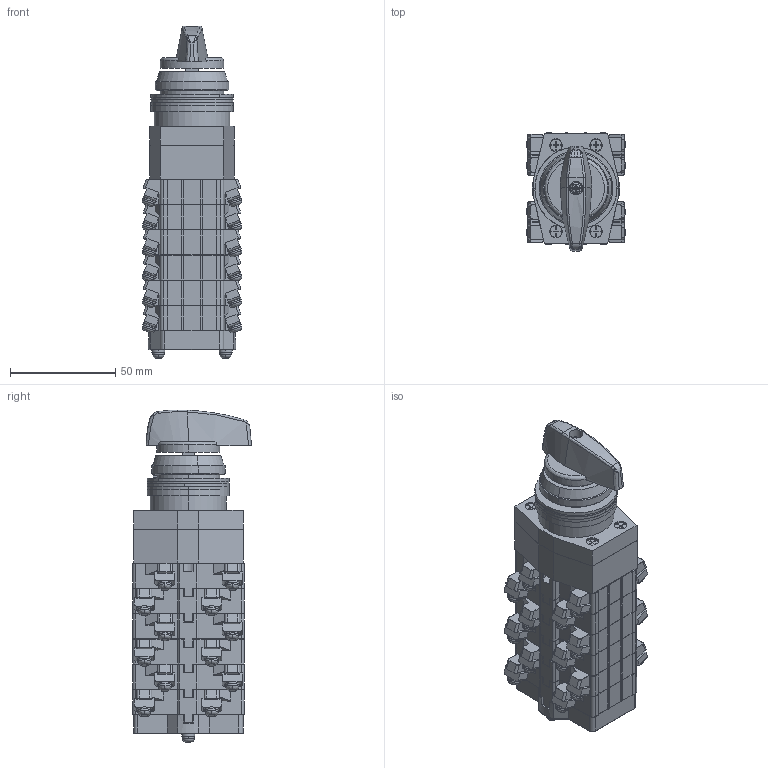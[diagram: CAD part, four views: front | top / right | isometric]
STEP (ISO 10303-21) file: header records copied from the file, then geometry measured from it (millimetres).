
FILE_DESCRIPTION (( 'STEP AP203' ), '1' );
FILE_NAME ('3_ACSNO-6$$-S2B-(C$$$$)_rev0.0.STEP', '2022-05-25T04:05:03', ( '' ), ( '' ), 'SwSTEP 2.0', 'SolidWorks 2019', '' );
FILE_SCHEMA (( 'CONFIG_CONTROL_DESIGN' ));
Length unit declared in the file: millimetre
Products named in the file (9): OG-11_蹬怮椔; OW-12_蹬怮椔; OGL-11; 3_ACSNO-6$$-S2B-(C$$$$)_rev0.0; ACSNO-M-BODY_蹬怮椔; OW-11_蹬怮椔; ACS-CB_蹬怮椔; ACS-LID_蹬怮椔; CSH-SB
Assembly tree (15 placements, depth 2):
  3_ACSNO-6$$-S2B-(C$$$$)_rev0.0
    ACSNO-M-BODY_蹬怮椔
    ACS-CB_蹬怮椔  x6
    ACS-LID_蹬怮椔
    OG-11_蹬怮椔
    OW-12_蹬怮椔
    OW-11_蹬怮椔  x3
    OGL-11
    CSH-SB
Bounding box: 47.24 x 56.5 x 157.7 mm (x, y, z)
Volume: 233445.1 mm3; surface area: 73378.9 mm2
Topology: 15 solids, 15 shells, 2359 faces, 5816 edges, 3519 vertices
Faces by surface type: plane 1603, cylinder 427, cone 194, bspline 131, torus 4
Entity records: 24015 total; most frequent: CARTESIAN_POINT 6911, ORIENTED_EDGE 3386, DIRECTION 3234, EDGE_CURVE 1693, VECTOR 1090, LINE 1090, AXIS2_PLACEMENT_3D 1072, VERTEX_POINT 1053
